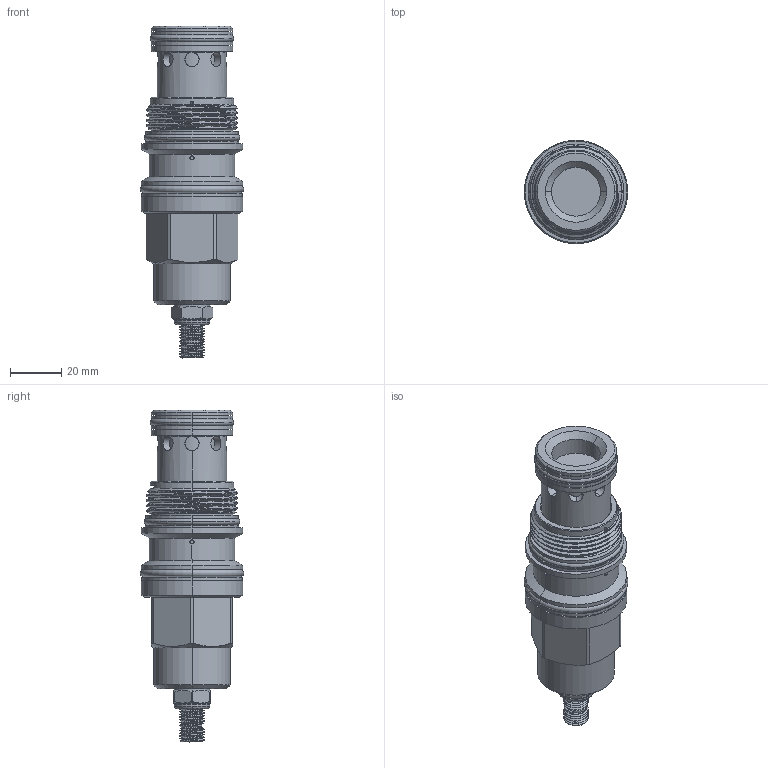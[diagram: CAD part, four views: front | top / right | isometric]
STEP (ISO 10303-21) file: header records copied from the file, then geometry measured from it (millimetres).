
FILE_DESCRIPTION (( 'STEP AP203' ), '1' );
FILE_NAME ('RV17A30-L.STEP', '2016-08-08T08:11:59', ( '' ), ( '' ), 'SwSTEP 2.0', 'SolidWorks 2012', '' );
FILE_SCHEMA (( 'CONFIG_CONTROL_DESIGN' ));
Length unit declared in the file: millimetre
Products named in the file (1): RV17A30-L
Bounding box: 40.39 x 40.39 x 129.61 mm (x, y, z)
Volume: 90888.4 mm3; surface area: 24073.9 mm2
Topology: 6 solids, 6 shells, 340 faces, 831 edges, 524 vertices
Faces by surface type: cylinder 178, plane 61, cone 44, torus 41, bspline 16
Entity records: 22154 total; most frequent: CARTESIAN_POINT 14594, ORIENTED_EDGE 1658, DIRECTION 1481, EDGE_CURVE 829, AXIS2_PLACEMENT_3D 608, VERTEX_POINT 524, EDGE_LOOP 373, FACE_OUTER_BOUND 340
